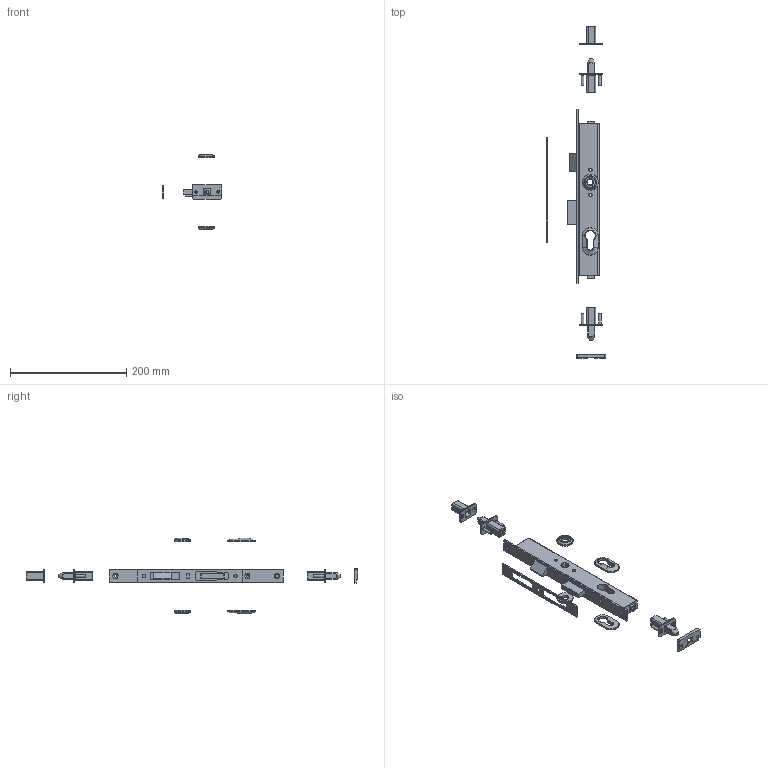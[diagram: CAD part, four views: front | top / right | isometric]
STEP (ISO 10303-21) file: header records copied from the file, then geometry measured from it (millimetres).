
FILE_DESCRIPTION(/* description */ (''),/* implementation_level */ '2;1');
FILE_NAME(/* name */ 'GH10430KL.stp',/* time_stamp */ '2019-08-05T15:56:03+02:00',/* author */ ('DOMINIQUE'),/* organization */ (''),/* preprocessor_version */ 'ST-DEVELOPER v17.2',/* originating_system */ 'Autodesk Inventor 2019',/* authorisation */ '');
FILE_SCHEMA (('AUTOMOTIVE_DESIGN { 1 0 10303 214 3 1 1 }'));
Length unit declared in the file: millimetre
Products named in the file (14): GH10430KL; 23280; 23280-2; 23280-3; 23280-4; 23280-1; 23296; 23297; Ensemble guide DEBAR; 04793; pene DEBAR DB-051; 23290; 23295; 23281
Assembly tree (19 placements, depth 4):
  GH10430KL
    23280
      23280-2
        23280-3
        23280-4  x2
      23280-1
    23296  x2
    23297  x2
    Ensemble guide DEBAR  x2
      23290
      04793
      pene DEBAR DB-051
    23290
    23295
    23281
Bounding box: 101.72 x 571.04 x 130 mm (x, y, z)
Volume: 230778.4 mm3; surface area: 95741.6 mm2
Topology: 20 solids, 20 shells, 542 faces, 1386 edges, 884 vertices
Faces by surface type: cylinder 240, plane 188, torus 60, cone 46, bspline 8
Full cylindrical faces by diameter (mm): 4.15 x4, 4.5 x6, 5 x6, 5.5 x2, 6.647 x4, 9 x4, 12 x2, 13.8 x1, 14 x1, 18 x2, 21 x2, 28 x2
Entity records: 10614 total; most frequent: CARTESIAN_POINT 2163, DIRECTION 1747, ORIENTED_EDGE 1582, EDGE_CURVE 791, AXIS2_PLACEMENT_3D 650, VERTEX_POINT 505, LINE 447, VECTOR 447
